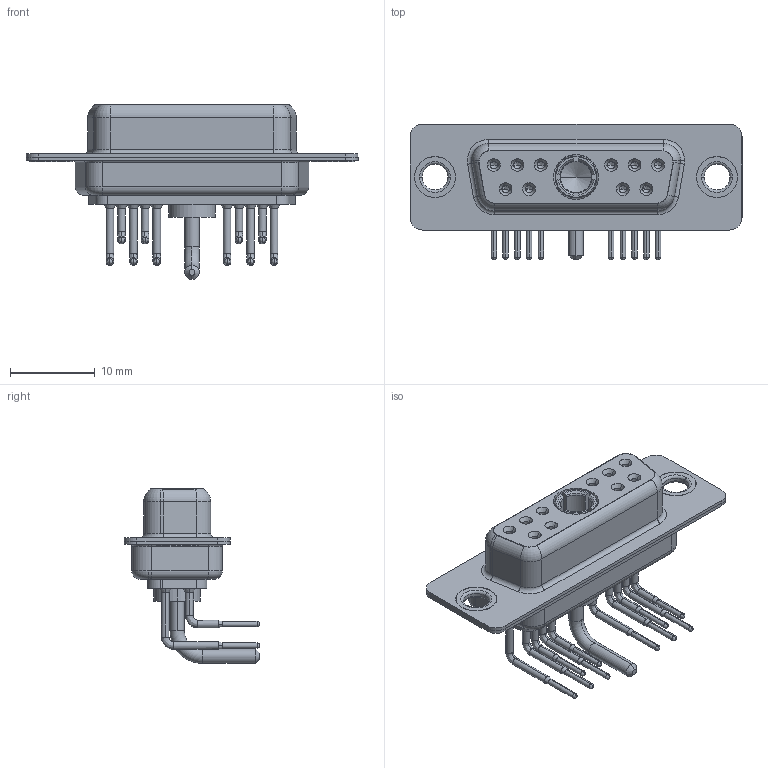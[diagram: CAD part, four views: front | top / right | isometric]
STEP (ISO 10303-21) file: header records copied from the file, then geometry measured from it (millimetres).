
FILE_DESCRIPTION (( 'STEP AP203' ), '1' );
FILE_NAME ('630-11W1240-1T1.STEP', '2022-05-31T07:55:56', ( '' ), ( '' ), 'SwSTEP 2.0', 'SolidWorks 2020', '' );
FILE_SCHEMA (( 'CONFIG_CONTROL_DESIGN' ));
Length unit declared in the file: millimetre
Products named in the file (8): 630Combo Shell Rear_15 Contacts; 630Combo Contact Row 1; 630Combo Shell Front_15 Contacts; 630Combo Thru Hole Rivet; 630Combo Housing_11W1; 630-11W1240-1T1; Power Socket_10A RA; 630Combo Contact Row 2
Assembly tree (16 placements, depth 2):
  630-11W1240-1T1
    630Combo Housing_11W1
    630Combo Shell Front_15 Contacts
    630Combo Shell Rear_15 Contacts
    630Combo Thru Hole Rivet  x2
    Power Socket_10A RA
    630Combo Contact Row 1  x6
    630Combo Contact Row 2  x4
Bounding box: 39.2 x 16 x 20.65 mm (x, y, z)
Volume: 2511.1 mm3; surface area: 6076 mm2
Topology: 17 solids, 17 shells, 861 faces, 2159 edges, 1354 vertices
Faces by surface type: cylinder 376, plane 246, cone 127, torus 71, bspline 41
Entity records: 16860 total; most frequent: CARTESIAN_POINT 3164, DIRECTION 2874, ORIENTED_EDGE 2502, EDGE_CURVE 1251, AXIS2_PLACEMENT_3D 1189, VERTEX_POINT 794, CIRCLE 658, EDGE_LOOP 605
